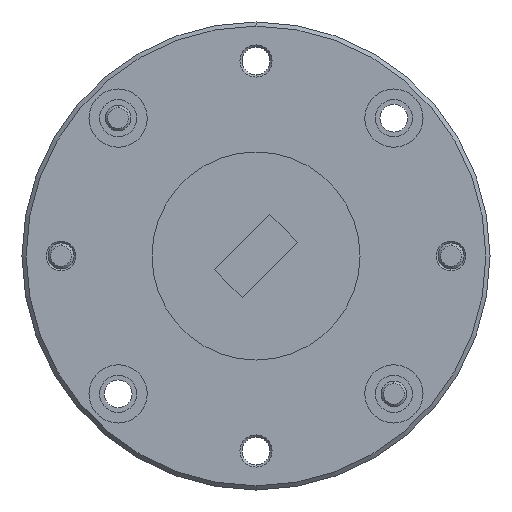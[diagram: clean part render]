
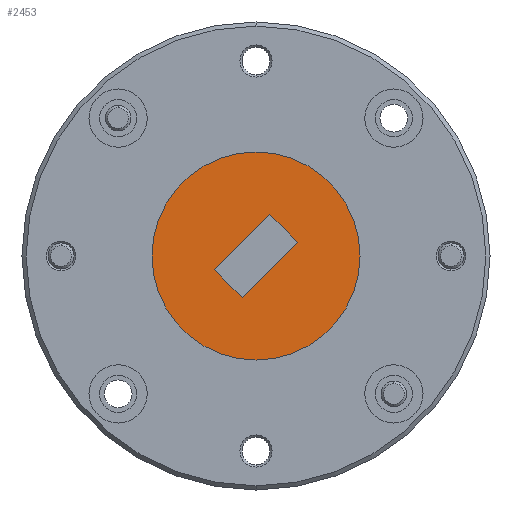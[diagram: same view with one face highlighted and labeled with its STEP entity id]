
A CAD part, left-side view. The second image highlights one B-rep face of the part: STEP entity #2453.
In plain terms, the highlighted planar face has unit normal (-1, 0, 0).
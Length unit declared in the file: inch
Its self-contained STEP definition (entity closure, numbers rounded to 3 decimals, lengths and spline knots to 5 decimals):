
#21 = ORIENTED_EDGE ( 'NONE', *, *, #734, .T. ) ;
#26 = AXIS2_PLACEMENT_3D ( 'NONE', #3970, #3011, #2644 ) ;
#117 = VERTEX_POINT ( 'NONE', #2817 ) ;
#173 = DIRECTION ( 'NONE',  ( 0., -0.707, 0.707 ) ) ;
#309 = VERTEX_POINT ( 'NONE', #2213 ) ;
#318 = CARTESIAN_POINT ( 'NONE',  ( 3., -0.03323, 0.0997 ) ) ;
#379 = EDGE_CURVE ( 'NONE', #410, #3844, #3402, .T. ) ;
#410 = VERTEX_POINT ( 'NONE', #4101 ) ;
#734 = EDGE_CURVE ( 'NONE', #2021, #309, #2687, .T. ) ;
#942 = CIRCLE ( 'NONE', #26, 0.25 ) ;
#959 = CARTESIAN_POINT ( 'NONE',  ( 3., 0.0997, -0.03323 ) ) ;
#983 = VERTEX_POINT ( 'NONE', #4141 ) ;
#1045 = DIRECTION ( 'NONE',  ( 0., 0., 1. ) ) ;
#1206 = CARTESIAN_POINT ( 'NONE',  ( 3., 0., 0.25 ) ) ;
#1641 = EDGE_LOOP ( 'NONE', ( #21, #3898 ) ) ;
#1776 = VECTOR ( 'NONE', #173, 39.37008 ) ;
#1961 = LINE ( 'NONE', #318, #4092 ) ;
#2021 = VERTEX_POINT ( 'NONE', #1206 ) ;
#2091 = ORIENTED_EDGE ( 'NONE', *, *, #379, .F. ) ;
#2213 = CARTESIAN_POINT ( 'NONE',  ( 3., 0., -0.25 ) ) ;
#2240 = DIRECTION ( 'NONE',  ( 0., 0., 1. ) ) ;
#2342 = CARTESIAN_POINT ( 'NONE',  ( 3., 0.0997, -0.03323 ) ) ;
#2424 = EDGE_CURVE ( 'NONE', #3844, #983, #3041, .T. ) ;
#2453 = ADVANCED_FACE ( 'NONE', ( #2519, #3499 ), #4209, .F. ) ;
#2487 = VECTOR ( 'NONE', #3100, 39.37008 ) ;
#2514 = LINE ( 'NONE', #3410, #1776 ) ;
#2519 = FACE_BOUND ( 'NONE', #3040, .T. ) ;
#2609 = CARTESIAN_POINT ( 'NONE',  ( 3., 0.25, 0. ) ) ;
#2644 = DIRECTION ( 'NONE',  ( 0., 0., 1. ) ) ;
#2646 = CARTESIAN_POINT ( 'NONE',  ( 3., 0., 0. ) ) ;
#2687 = CIRCLE ( 'NONE', #3841, 0.25 ) ;
#2717 = EDGE_CURVE ( 'NONE', #983, #117, #2514, .T. ) ;
#2779 = CARTESIAN_POINT ( 'NONE',  ( 3., -0.03323, 0.0997 ) ) ;
#2817 = CARTESIAN_POINT ( 'NONE',  ( 3., -0.0997, 0.03323 ) ) ;
#2893 = EDGE_CURVE ( 'NONE', #117, #410, #1961, .T. ) ;
#2948 = DIRECTION ( 'NONE',  ( 1., 0., 0. ) ) ;
#3011 = DIRECTION ( 'NONE',  ( -1., 0., 0. ) ) ;
#3040 = EDGE_LOOP ( 'NONE', ( #3852, #4124, #3997, #2091 ) ) ;
#3041 = LINE ( 'NONE', #959, #4158 ) ;
#3100 = DIRECTION ( 'NONE',  ( 0., 0.707, -0.707 ) ) ;
#3236 = EDGE_CURVE ( 'NONE', #309, #2021, #942, .T. ) ;
#3361 = DIRECTION ( 'NONE',  ( -1., 0., 0. ) ) ;
#3402 = LINE ( 'NONE', #2779, #2487 ) ;
#3410 = CARTESIAN_POINT ( 'NONE',  ( 3., -0.0997, 0.03323 ) ) ;
#3499 = FACE_OUTER_BOUND ( 'NONE', #1641, .T. ) ;
#3521 = DIRECTION ( 'NONE',  ( 0., 0.707, 0.707 ) ) ;
#3558 = DIRECTION ( 'NONE',  ( 0., -0.707, -0.707 ) ) ;
#3723 = AXIS2_PLACEMENT_3D ( 'NONE', #2609, #2948, #2240 ) ;
#3841 = AXIS2_PLACEMENT_3D ( 'NONE', #2646, #3361, #1045 ) ;
#3844 = VERTEX_POINT ( 'NONE', #2342 ) ;
#3852 = ORIENTED_EDGE ( 'NONE', *, *, #2893, .F. ) ;
#3898 = ORIENTED_EDGE ( 'NONE', *, *, #3236, .T. ) ;
#3970 = CARTESIAN_POINT ( 'NONE',  ( 3., 0., 0. ) ) ;
#3997 = ORIENTED_EDGE ( 'NONE', *, *, #2424, .F. ) ;
#4092 = VECTOR ( 'NONE', #3521, 39.37008 ) ;
#4101 = CARTESIAN_POINT ( 'NONE',  ( 3., -0.03323, 0.0997 ) ) ;
#4124 = ORIENTED_EDGE ( 'NONE', *, *, #2717, .F. ) ;
#4141 = CARTESIAN_POINT ( 'NONE',  ( 3., 0.03323, -0.0997 ) ) ;
#4158 = VECTOR ( 'NONE', #3558, 39.37008 ) ;
#4209 = PLANE ( 'NONE',  #3723 ) ;
